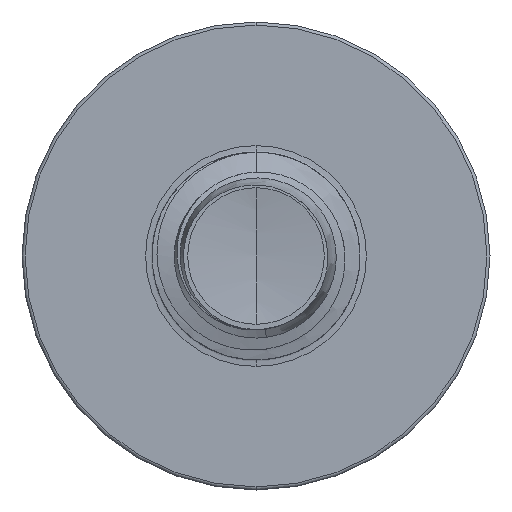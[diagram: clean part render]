
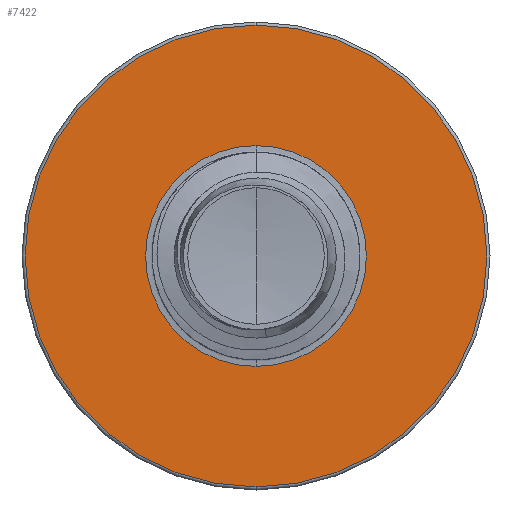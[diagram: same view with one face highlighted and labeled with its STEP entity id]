
A CAD part, front view. The second image highlights one B-rep face of the part: STEP entity #7422.
In plain terms, the highlighted planar face has unit normal (0, -1, 0).
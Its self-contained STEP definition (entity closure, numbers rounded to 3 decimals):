
#326 = ORIENTED_EDGE ( 'NONE', *, *, #19911, .F. ) ;
#613 = DIRECTION ( 'NONE',  ( 0., 0., 1. ) ) ;
#1175 = AXIS2_PLACEMENT_3D ( 'NONE', #7144, #18753, #9530 ) ;
#1593 = FACE_BOUND ( 'NONE', #8904, .T. ) ;
#1619 = FACE_OUTER_BOUND ( 'NONE', #8789, .T. ) ;
#1904 = ORIENTED_EDGE ( 'NONE', *, *, #19880, .T. ) ;
#2034 = ORIENTED_EDGE ( 'NONE', *, *, #17082, .T. ) ;
#2512 = CIRCLE ( 'NONE', #6445, 3.186 ) ;
#4172 = VERTEX_POINT ( 'NONE', #23298 ) ;
#4964 = VERTEX_POINT ( 'NONE', #10177 ) ;
#5365 = AXIS2_PLACEMENT_3D ( 'NONE', #9739, #20290, #11726 ) ;
#6445 = AXIS2_PLACEMENT_3D ( 'NONE', #8480, #19473, #10596 ) ;
#6754 = CIRCLE ( 'NONE', #1175, 3.186 ) ;
#7144 = CARTESIAN_POINT ( 'NONE',  ( 0., 15., 0. ) ) ;
#7422 = ADVANCED_FACE ( 'NONE', ( #1619, #1593 ), #20021, .F. ) ;
#8144 = AXIS2_PLACEMENT_3D ( 'NONE', #22589, #14145, #613 ) ;
#8480 = CARTESIAN_POINT ( 'NONE',  ( 0., 15., 0. ) ) ;
#8789 = EDGE_LOOP ( 'NONE', ( #18727, #326 ) ) ;
#8904 = EDGE_LOOP ( 'NONE', ( #1904, #2034 ) ) ;
#9368 = CARTESIAN_POINT ( 'NONE',  ( 0., 15., -3.186 ) ) ;
#9530 = DIRECTION ( 'NONE',  ( 0., 0., 1. ) ) ;
#9712 = AXIS2_PLACEMENT_3D ( 'NONE', #11022, #11349, #21553 ) ;
#9739 = CARTESIAN_POINT ( 'NONE',  ( 0., 15., 0. ) ) ;
#10177 = CARTESIAN_POINT ( 'NONE',  ( 0., 15., 3.186 ) ) ;
#10596 = DIRECTION ( 'NONE',  ( 0., 0., 1. ) ) ;
#10701 = CIRCLE ( 'NONE', #5365, 6.66 ) ;
#11022 = CARTESIAN_POINT ( 'NONE',  ( 0., 15., -3.186 ) ) ;
#11349 = DIRECTION ( 'NONE',  ( 0., 1., 0. ) ) ;
#11726 = DIRECTION ( 'NONE',  ( 0., 0., 1. ) ) ;
#14145 = DIRECTION ( 'NONE',  ( 0., 1., 0. ) ) ;
#14683 = EDGE_CURVE ( 'NONE', #4172, #18876, #10701, .T. ) ;
#17082 = EDGE_CURVE ( 'NONE', #21588, #4964, #6754, .T. ) ;
#17746 = CIRCLE ( 'NONE', #8144, 6.66 ) ;
#18727 = ORIENTED_EDGE ( 'NONE', *, *, #14683, .F. ) ;
#18753 = DIRECTION ( 'NONE',  ( 0., 1., 0. ) ) ;
#18876 = VERTEX_POINT ( 'NONE', #19001 ) ;
#19001 = CARTESIAN_POINT ( 'NONE',  ( 0., 15., -6.66 ) ) ;
#19473 = DIRECTION ( 'NONE',  ( 0., 1., 0. ) ) ;
#19880 = EDGE_CURVE ( 'NONE', #4964, #21588, #2512, .T. ) ;
#19911 = EDGE_CURVE ( 'NONE', #18876, #4172, #17746, .T. ) ;
#20021 = PLANE ( 'NONE',  #9712 ) ;
#20290 = DIRECTION ( 'NONE',  ( 0., 1., 0. ) ) ;
#21553 = DIRECTION ( 'NONE',  ( 0., 0., 1. ) ) ;
#21588 = VERTEX_POINT ( 'NONE', #9368 ) ;
#22589 = CARTESIAN_POINT ( 'NONE',  ( 0., 15., 0. ) ) ;
#23298 = CARTESIAN_POINT ( 'NONE',  ( 0., 15., 6.66 ) ) ;
